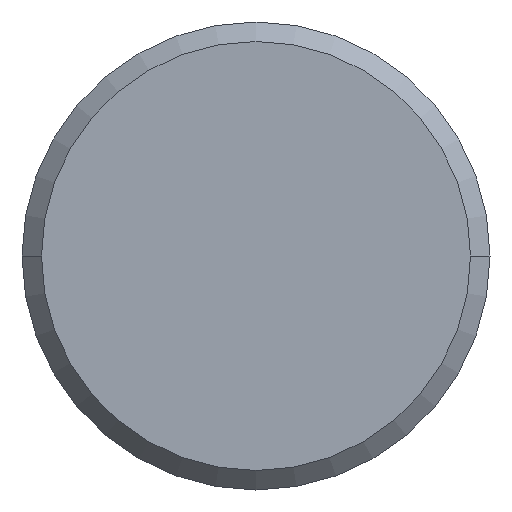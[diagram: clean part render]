
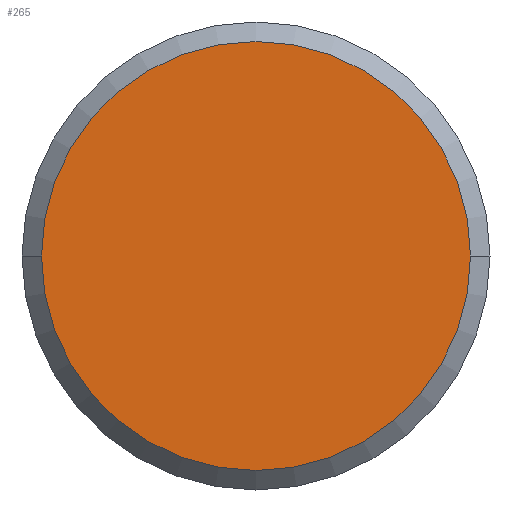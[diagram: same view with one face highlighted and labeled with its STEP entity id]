
A CAD part, front view. The second image highlights one B-rep face of the part: STEP entity #265.
In plain terms, the highlighted planar face has unit normal (0, -1, 0).
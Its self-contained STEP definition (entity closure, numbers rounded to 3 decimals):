
#128=CARTESIAN_POINT('',(0.,-53.,0.));
#129=DIRECTION('',(0.,1.,0.));
#130=DIRECTION('',(-1.,0.,0.));
#131=AXIS2_PLACEMENT_3D('',#128,#129,#130);
#136=CARTESIAN_POINT('',(0.,-53.,0.));
#137=DIRECTION('',(0.,-1.,0.));
#138=DIRECTION('',(-1.,0.,0.));
#139=AXIS2_PLACEMENT_3D('',#136,#137,#138);
#152=CARTESIAN_POINT('',(-8.25,-53.,0.));
#153=VERTEX_POINT('',#152);
#156=CARTESIAN_POINT('',(8.25,-53.,0.));
#157=VERTEX_POINT('',#156);
#256=CARTESIAN_POINT('',(0.,-53.,0.));
#257=DIRECTION('',(0.,-1.,0.));
#258=DIRECTION('',(1.,0.,0.));
#259=AXIS2_PLACEMENT_3D('',#256,#257,#258);
#260=PLANE('',#259);
#261=ORIENTED_EDGE('',*,*,#238,.T.);
#262=ORIENTED_EDGE('',*,*,#249,.F.);
#263=EDGE_LOOP('',(#261,#262));
#264=FACE_OUTER_BOUND('',#263,.F.);
#265=ADVANCED_FACE('',(#264),#260,.T.);
#132=CIRCLE('',#131,8.25);
#140=CIRCLE('',#139,8.25);
#238=EDGE_CURVE('',#153,#157,#132,.T.);
#249=EDGE_CURVE('',#153,#157,#140,.T.);
